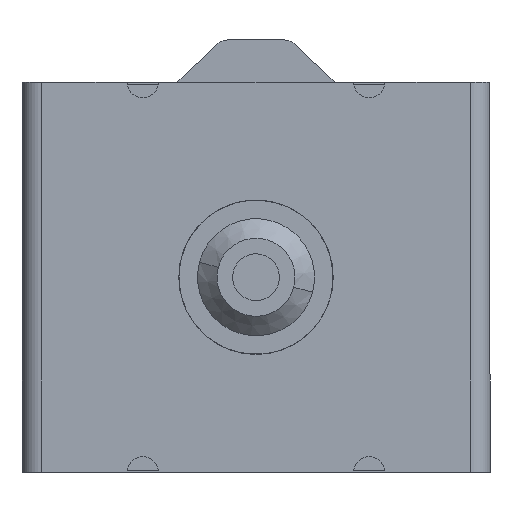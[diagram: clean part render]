
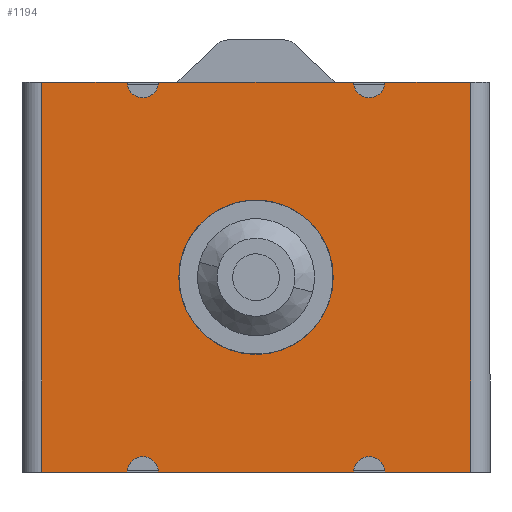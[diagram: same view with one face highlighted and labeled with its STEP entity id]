
A CAD part, left-side view. The second image highlights one B-rep face of the part: STEP entity #1194.
In plain terms, the highlighted planar face has unit normal (-1, 0, 0).
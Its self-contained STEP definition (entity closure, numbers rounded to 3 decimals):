
#12 = EDGE_CURVE ( 'NONE', #383, #2614, #550, .T. ) ;
#31 = VERTEX_POINT ( 'NONE', #1112 ) ;
#48 = LINE ( 'NONE', #384, #4700 ) ;
#215 = CARTESIAN_POINT ( 'NONE',  ( 0., -2.5, 5. ) ) ;
#227 = DIRECTION ( 'NONE',  ( 0., 0., -1. ) ) ;
#260 = VERTEX_POINT ( 'NONE', #3278 ) ;
#305 = CARTESIAN_POINT ( 'NONE',  ( 0., 2.9, 5. ) ) ;
#308 = CARTESIAN_POINT ( 'NONE',  ( 0., 6., 5. ) ) ;
#357 = CARTESIAN_POINT ( 'NONE',  ( 0., -2.9, 5. ) ) ;
#373 = CARTESIAN_POINT ( 'NONE',  ( 0., 5.5, 0. ) ) ;
#383 = VERTEX_POINT ( 'NONE', #706 ) ;
#384 = CARTESIAN_POINT ( 'NONE',  ( 0., 6., 5. ) ) ;
#458 = ORIENTED_EDGE ( 'NONE', *, *, #1111, .T. ) ;
#496 = CARTESIAN_POINT ( 'NONE',  ( 0., 6., -5. ) ) ;
#509 = ORIENTED_EDGE ( 'NONE', *, *, #3046, .T. ) ;
#550 = CIRCLE ( 'NONE', #4593, 0.4 ) ;
#568 = ORIENTED_EDGE ( 'NONE', *, *, #2021, .F. ) ;
#602 = CIRCLE ( 'NONE', #4315, 0.4 ) ;
#636 = DIRECTION ( 'NONE',  ( 1., 0., 0. ) ) ;
#650 = CIRCLE ( 'NONE', #1378, 0.4 ) ;
#706 = CARTESIAN_POINT ( 'NONE',  ( 0., 2.5, 5. ) ) ;
#724 = CARTESIAN_POINT ( 'NONE',  ( 0., 2.5, -5. ) ) ;
#747 = DIRECTION ( 'NONE',  ( 0., 0., -1. ) ) ;
#762 = DIRECTION ( 'NONE',  ( 0., -1., 0. ) ) ;
#847 = CIRCLE ( 'NONE', #3216, 0.4 ) ;
#880 = EDGE_CURVE ( 'NONE', #2319, #1609, #602, .T. ) ;
#922 = CARTESIAN_POINT ( 'NONE',  ( 0., 6., -5. ) ) ;
#933 = DIRECTION ( 'NONE',  ( 1., 0., 0. ) ) ;
#951 = DIRECTION ( 'NONE',  ( 0., 0., -1. ) ) ;
#956 = CIRCLE ( 'NONE', #3110, 0.4 ) ;
#987 = CARTESIAN_POINT ( 'NONE',  ( 0., 5.5, 5. ) ) ;
#997 = ORIENTED_EDGE ( 'NONE', *, *, #1507, .F. ) ;
#1003 = LINE ( 'NONE', #308, #4874 ) ;
#1042 = EDGE_CURVE ( 'NONE', #2614, #4600, #847, .T. ) ;
#1111 = EDGE_CURVE ( 'NONE', #1609, #3838, #650, .T. ) ;
#1112 = CARTESIAN_POINT ( 'NONE',  ( 0., 5.5, -5. ) ) ;
#1118 = AXIS2_PLACEMENT_3D ( 'NONE', #3820, #4850, #4696 ) ;
#1143 = LINE ( 'NONE', #3104, #3014 ) ;
#1168 = DIRECTION ( 'NONE',  ( 1., 0., 0. ) ) ;
#1194 = ADVANCED_FACE ( 'NONE', ( #1901, #2786 ), #3878, .F. ) ;
#1220 = DIRECTION ( 'NONE',  ( 0., 0., 1. ) ) ;
#1234 = ORIENTED_EDGE ( 'NONE', *, *, #1042, .T. ) ;
#1300 = LINE ( 'NONE', #496, #2292 ) ;
#1327 = ORIENTED_EDGE ( 'NONE', *, *, #2564, .F. ) ;
#1378 = AXIS2_PLACEMENT_3D ( 'NONE', #357, #2994, #747 ) ;
#1432 = ORIENTED_EDGE ( 'NONE', *, *, #1637, .T. ) ;
#1446 = DIRECTION ( 'NONE',  ( 0., 0., -1. ) ) ;
#1476 = DIRECTION ( 'NONE',  ( 1., 0., 0. ) ) ;
#1501 = VERTEX_POINT ( 'NONE', #3894 ) ;
#1507 = EDGE_CURVE ( 'NONE', #4664, #3201, #3608, .T. ) ;
#1530 = CIRCLE ( 'NONE', #1931, 1.98 ) ;
#1586 = VECTOR ( 'NONE', #1446, 1000. ) ;
#1591 = LINE ( 'NONE', #4497, #4481 ) ;
#1609 = VERTEX_POINT ( 'NONE', #4063 ) ;
#1618 = CIRCLE ( 'NONE', #4033, 1.98 ) ;
#1637 = EDGE_CURVE ( 'NONE', #1501, #3144, #1618, .T. ) ;
#1664 = EDGE_LOOP ( 'NONE', ( #509, #1432 ) ) ;
#1724 = CARTESIAN_POINT ( 'NONE',  ( 0., -5.5, -5. ) ) ;
#1786 = CARTESIAN_POINT ( 'NONE',  ( 0., 0., -1.98 ) ) ;
#1840 = CARTESIAN_POINT ( 'NONE',  ( 0., -3.3, -5. ) ) ;
#1901 = FACE_BOUND ( 'NONE', #1664, .T. ) ;
#1931 = AXIS2_PLACEMENT_3D ( 'NONE', #2884, #636, #3258 ) ;
#2021 = EDGE_CURVE ( 'NONE', #383, #3838, #1591, .T. ) ;
#2073 = DIRECTION ( 'NONE',  ( 1., 0., 0. ) ) ;
#2190 = EDGE_CURVE ( 'NONE', #4664, #260, #1143, .T. ) ;
#2280 = ORIENTED_EDGE ( 'NONE', *, *, #2866, .T. ) ;
#2292 = VECTOR ( 'NONE', #2359, 1000. ) ;
#2319 = VERTEX_POINT ( 'NONE', #3915 ) ;
#2359 = DIRECTION ( 'NONE',  ( 0., 1., 0. ) ) ;
#2366 = VERTEX_POINT ( 'NONE', #3934 ) ;
#2368 = CARTESIAN_POINT ( 'NONE',  ( 0., 6., -5. ) ) ;
#2369 = EDGE_LOOP ( 'NONE', ( #997, #2385, #1327, #2608, #458, #568, #2419, #1234, #4379, #3437, #3405, #3263, #4201, #2280 ) ) ;
#2385 = ORIENTED_EDGE ( 'NONE', *, *, #2190, .T. ) ;
#2419 = ORIENTED_EDGE ( 'NONE', *, *, #12, .T. ) ;
#2447 = CARTESIAN_POINT ( 'NONE',  ( 0., -2.9, 5. ) ) ;
#2478 = CARTESIAN_POINT ( 'NONE',  ( 0., 0., 0. ) ) ;
#2500 = DIRECTION ( 'NONE',  ( 1., 0., 0. ) ) ;
#2564 = EDGE_CURVE ( 'NONE', #2319, #260, #48, .T. ) ;
#2608 = ORIENTED_EDGE ( 'NONE', *, *, #880, .T. ) ;
#2609 = VECTOR ( 'NONE', #2646, 1000. ) ;
#2614 = VERTEX_POINT ( 'NONE', #4524 ) ;
#2646 = DIRECTION ( 'NONE',  ( 0., 1., 0. ) ) ;
#2786 = FACE_OUTER_BOUND ( 'NONE', #2369, .T. ) ;
#2830 = LINE ( 'NONE', #373, #1586 ) ;
#2866 = EDGE_CURVE ( 'NONE', #4844, #3201, #3767, .T. ) ;
#2884 = CARTESIAN_POINT ( 'NONE',  ( 0., 0., 0. ) ) ;
#2939 = DIRECTION ( 'NONE',  ( 0., -1., 0. ) ) ;
#2994 = DIRECTION ( 'NONE',  ( 1., 0., 0. ) ) ;
#3014 = VECTOR ( 'NONE', #1220, 1000. ) ;
#3032 = VERTEX_POINT ( 'NONE', #987 ) ;
#3046 = EDGE_CURVE ( 'NONE', #3144, #1501, #1530, .T. ) ;
#3104 = CARTESIAN_POINT ( 'NONE',  ( 0., -5.5, 0. ) ) ;
#3110 = AXIS2_PLACEMENT_3D ( 'NONE', #3416, #1168, #3790 ) ;
#3144 = VERTEX_POINT ( 'NONE', #1786 ) ;
#3185 = CARTESIAN_POINT ( 'NONE',  ( 0., -2.9, -5. ) ) ;
#3201 = VERTEX_POINT ( 'NONE', #1840 ) ;
#3216 = AXIS2_PLACEMENT_3D ( 'NONE', #305, #2500, #3775 ) ;
#3258 = DIRECTION ( 'NONE',  ( 0., 0., -1. ) ) ;
#3263 = ORIENTED_EDGE ( 'NONE', *, *, #3464, .T. ) ;
#3278 = CARTESIAN_POINT ( 'NONE',  ( 0., -5.5, 5. ) ) ;
#3385 = VERTEX_POINT ( 'NONE', #724 ) ;
#3405 = ORIENTED_EDGE ( 'NONE', *, *, #4550, .F. ) ;
#3416 = CARTESIAN_POINT ( 'NONE',  ( 0., 2.9, -5. ) ) ;
#3437 = ORIENTED_EDGE ( 'NONE', *, *, #4056, .T. ) ;
#3464 = EDGE_CURVE ( 'NONE', #2366, #3385, #956, .T. ) ;
#3564 = DIRECTION ( 'NONE',  ( 0., 0., -1. ) ) ;
#3608 = LINE ( 'NONE', #2368, #2609 ) ;
#3663 = DIRECTION ( 'NONE',  ( 1., 0., 0. ) ) ;
#3700 = VECTOR ( 'NONE', #4291, 1000. ) ;
#3726 = DIRECTION ( 'NONE',  ( 0., 0., -1. ) ) ;
#3767 = CIRCLE ( 'NONE', #4786, 0.4 ) ;
#3775 = DIRECTION ( 'NONE',  ( 0., 0., -1. ) ) ;
#3790 = DIRECTION ( 'NONE',  ( 0., 0., -1. ) ) ;
#3820 = CARTESIAN_POINT ( 'NONE',  ( 0., 0., 0. ) ) ;
#3838 = VERTEX_POINT ( 'NONE', #215 ) ;
#3878 = PLANE ( 'NONE',  #1118 ) ;
#3894 = CARTESIAN_POINT ( 'NONE',  ( 0., 0., 1.98 ) ) ;
#3915 = CARTESIAN_POINT ( 'NONE',  ( 0., -3.3, 5. ) ) ;
#3934 = CARTESIAN_POINT ( 'NONE',  ( 0., 3.3, -5. ) ) ;
#3959 = CARTESIAN_POINT ( 'NONE',  ( 0., 3.3, 5. ) ) ;
#4033 = AXIS2_PLACEMENT_3D ( 'NONE', #2478, #3663, #951 ) ;
#4056 = EDGE_CURVE ( 'NONE', #3032, #31, #2830, .T. ) ;
#4063 = CARTESIAN_POINT ( 'NONE',  ( 0., -2.9, 4.6 ) ) ;
#4110 = CARTESIAN_POINT ( 'NONE',  ( 0., 2.9, 5. ) ) ;
#4140 = DIRECTION ( 'NONE',  ( 0., -1., 0. ) ) ;
#4201 = ORIENTED_EDGE ( 'NONE', *, *, #4405, .F. ) ;
#4291 = DIRECTION ( 'NONE',  ( 0., 1., 0. ) ) ;
#4315 = AXIS2_PLACEMENT_3D ( 'NONE', #2447, #2073, #227 ) ;
#4379 = ORIENTED_EDGE ( 'NONE', *, *, #4751, .F. ) ;
#4405 = EDGE_CURVE ( 'NONE', #4844, #3385, #1300, .T. ) ;
#4465 = CARTESIAN_POINT ( 'NONE',  ( 0., -2.5, -5. ) ) ;
#4481 = VECTOR ( 'NONE', #4140, 1000. ) ;
#4497 = CARTESIAN_POINT ( 'NONE',  ( 0., 6., 5. ) ) ;
#4524 = CARTESIAN_POINT ( 'NONE',  ( 0., 2.9, 4.6 ) ) ;
#4550 = EDGE_CURVE ( 'NONE', #2366, #31, #4691, .T. ) ;
#4593 = AXIS2_PLACEMENT_3D ( 'NONE', #4110, #1476, #3726 ) ;
#4600 = VERTEX_POINT ( 'NONE', #3959 ) ;
#4664 = VERTEX_POINT ( 'NONE', #1724 ) ;
#4691 = LINE ( 'NONE', #922, #3700 ) ;
#4696 = DIRECTION ( 'NONE',  ( 0., 0., -1. ) ) ;
#4700 = VECTOR ( 'NONE', #762, 1000. ) ;
#4751 = EDGE_CURVE ( 'NONE', #3032, #4600, #1003, .T. ) ;
#4786 = AXIS2_PLACEMENT_3D ( 'NONE', #3185, #933, #3564 ) ;
#4844 = VERTEX_POINT ( 'NONE', #4465 ) ;
#4850 = DIRECTION ( 'NONE',  ( 1., 0., 0. ) ) ;
#4874 = VECTOR ( 'NONE', #2939, 1000. ) ;
